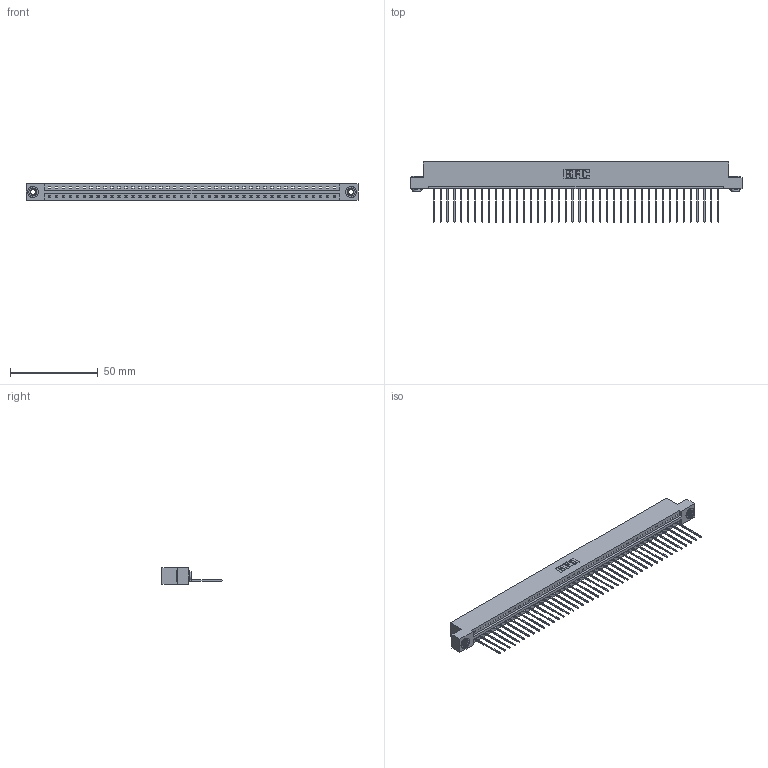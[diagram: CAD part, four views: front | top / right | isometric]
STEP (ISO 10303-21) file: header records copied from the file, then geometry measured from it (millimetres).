
FILE_DESCRIPTION (( 'STEP AP203' ), '1' );
FILE_NAME ('387-042-541-103.STEP', '2018-09-19T22:37:12', ( '' ), ( '' ), 'SwSTEP 2.0', 'SolidWorks 2016', '' );
FILE_SCHEMA (( 'CONFIG_CONTROL_DESIGN' ));
Length unit declared in the file: inch
Products named in the file (4): 345-292-001_345-293-141; 337 Part_Flush Mounting Lugs - 0.156 Dia-TH; 345-250-002_345-250-002-102; 387-042-541-103
Assembly tree (45 placements, depth 2):
  387-042-541-103
    337 Part_Flush Mounting Lugs - 0.156 Dia-TH
    345-292-001_345-293-141  x42
    345-250-002_345-250-002-102  x2
Bounding box: 189.43 x 34.3 x 9.4 mm (x, y, z)
Volume: 19846.4 mm3; surface area: 21593.5 mm2
Topology: 45 solids, 45 shells, 2756 faces, 8283 edges, 5462 vertices
Faces by surface type: plane 2012, cylinder 736, cone 8
Entity records: 31888 total; most frequent: CARTESIAN_POINT 5531, ORIENTED_EDGE 5502, DIRECTION 4689, EDGE_CURVE 2751, LINE 2599, VECTOR 2599, VERTEX_POINT 1830, AXIS2_PLACEMENT_3D 1045
